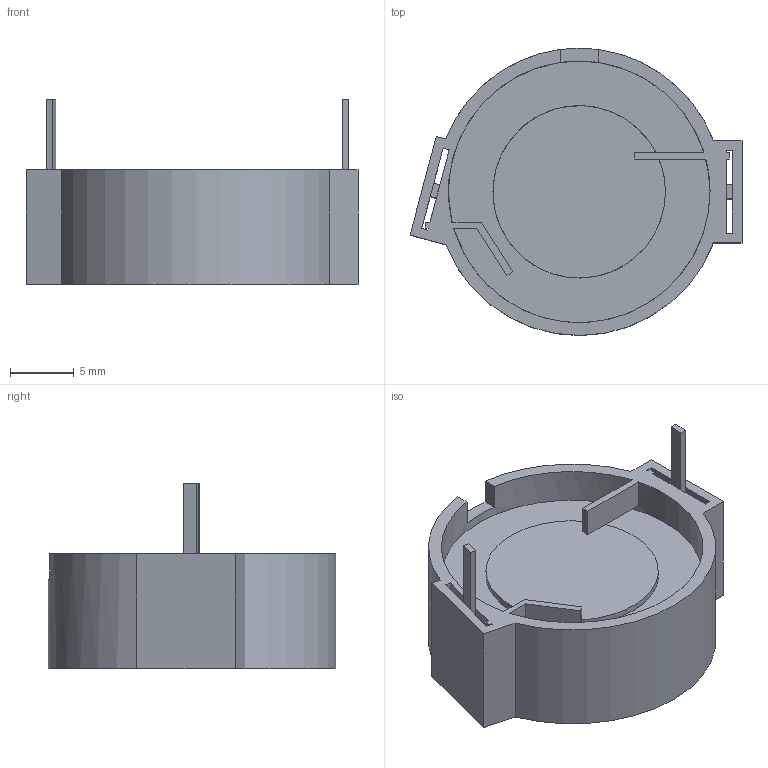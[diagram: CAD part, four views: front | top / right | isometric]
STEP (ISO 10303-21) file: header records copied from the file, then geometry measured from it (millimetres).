
FILE_DESCRIPTION(/* description */ ('Alibre Inc.'),/* implementation_level */ '2;1');
FILE_NAME(/* name */ 'export0',/* time_stamp */ '2018-02-25T17:26:54-06:00',/* author */ (''),/* organization */ (''),/* preprocessor_version */ 'ST-DEVELOPER v14',/* originating_system */ 'Alibre',/* authorisation */ '');
FILE_SCHEMA (('CONFIG_CONTROL_DESIGN'));
Length unit declared in the file: centimetre
Products named in the file (1): ID_1
Bounding box: 26 x 22.5 x 14.5 mm (x, y, z)
Volume: 2895.4 mm3; surface area: 2116.8 mm2
Topology: 1 solids, 1 shells, 61 faces, 170 edges, 110 vertices
Faces by surface type: plane 55, cylinder 6
Full cylindrical faces by diameter (mm): 0.5 x1, 2.5 x1, 13.5 x1, 20.5 x1
Entity records: 1773 total; most frequent: ORIENTED_EDGE 328, CARTESIAN_POINT 294, DIRECTION 205, EDGE_CURVE 164, VECTOR 122, LINE 122, VERTEX_POINT 108, EDGE_LOOP 74
